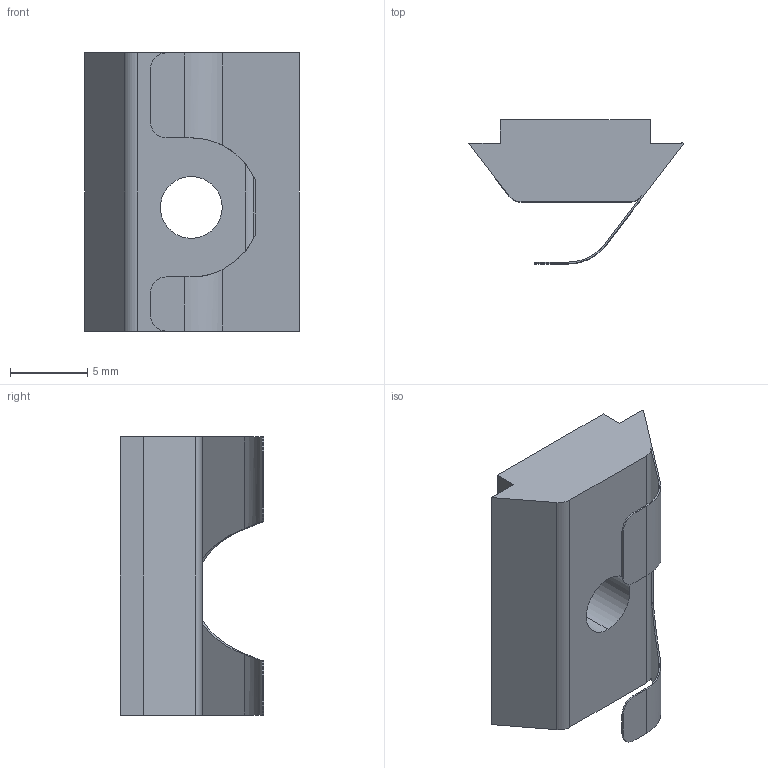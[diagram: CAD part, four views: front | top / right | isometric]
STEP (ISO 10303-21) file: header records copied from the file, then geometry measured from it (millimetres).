
FILE_DESCRIPTION (( 'STEP AP203' ), '1' );
FILE_NAME ('AL-2A11.A11A.01 Ñóõàðü ïàçîâûé ñ ôèêñàòîðîì ïàç 10, 20 ìì, Ì4.STEP', '2023-12-27T13:44:32', ( '' ), ( '' ), 'SwSTEP 2.0', 'SolidWorks 2021', '' );
FILE_SCHEMA (( 'CONFIG_CONTROL_DESIGN' ));
Length unit declared in the file: millimetre
Products named in the file (1): AL-2A11.A11A.01 Ñóõàðü ïàçîâûé ñ ôèêñàòîðîì ïàç 10, 20 ìì, Ì4
Bounding box: 13.89 x 9.3 x 18 mm (x, y, z)
Volume: 956.7 mm3; surface area: 963.5 mm2
Topology: 1 solids, 1 shells, 36 faces, 102 edges, 68 vertices
Faces by surface type: plane 20, cylinder 16
Entity records: 1281 total; most frequent: CARTESIAN_POINT 251, ORIENTED_EDGE 204, DIRECTION 198, EDGE_CURVE 102, VERTEX_POINT 68, AXIS2_PLACEMENT_3D 67, LINE 64, VECTOR 64
